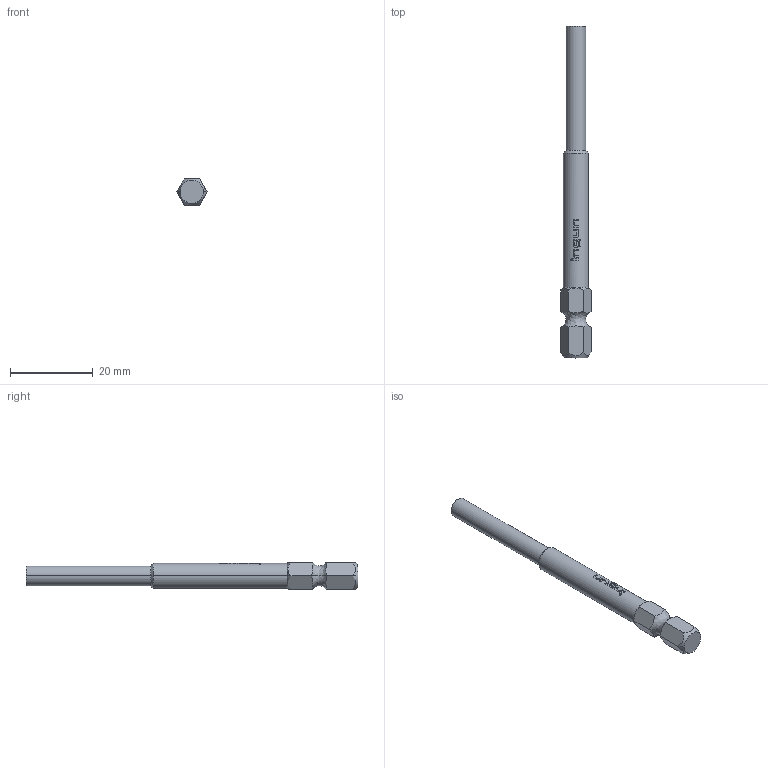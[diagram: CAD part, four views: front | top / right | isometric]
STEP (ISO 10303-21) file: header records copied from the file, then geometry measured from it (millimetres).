
FILE_DESCRIPTION (( 'STEP AP203' ), '1' );
FILE_NAME ('INGUN_BIT-PKS-388_M-B.STEP', '2022-03-09T14:25:27', ( 'ochi' ), ( '' ), 'SwSTEP 2.0', 'SolidWorks 2018', '' );
FILE_SCHEMA (( 'CONFIG_CONTROL_DESIGN' ));
Length unit declared in the file: millimetre
Products named in the file (1): INGUN_BIT-PKS-388_M-B
Bounding box: 7.27 x 80 x 6.3 mm (x, y, z)
Volume: 1702.8 mm3; surface area: 1789.9 mm2
Topology: 1 solids, 1 shells, 112 faces, 298 edges, 193 vertices
Faces by surface type: plane 66, bspline 24, cylinder 12, cone 10
Entity records: 4076 total; most frequent: CARTESIAN_POINT 1453, ORIENTED_EDGE 592, DIRECTION 432, EDGE_CURVE 296, VERTEX_POINT 193, AXIS2_PLACEMENT_3D 159, EDGE_LOOP 119, LINE 114
